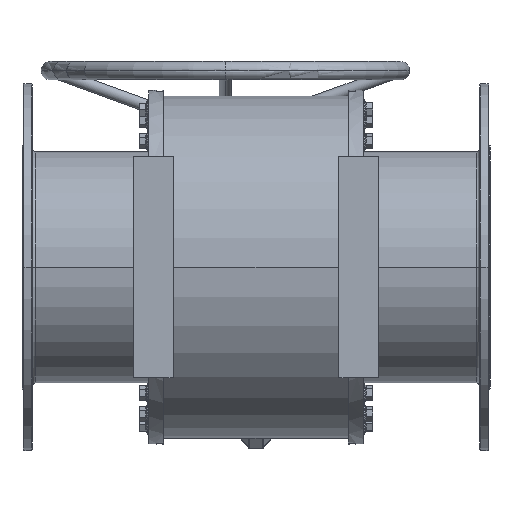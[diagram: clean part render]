
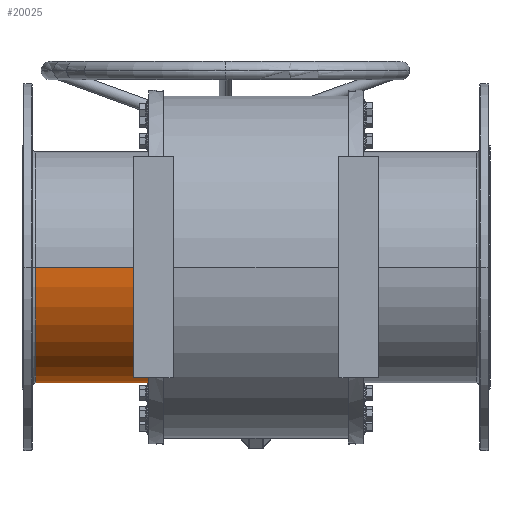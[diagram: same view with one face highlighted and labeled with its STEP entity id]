
A CAD part, front view. The second image highlights one B-rep face of the part: STEP entity #20025.
In plain terms, the highlighted cylindrical face has radius 188.5 mm (diameter 377 mm), a partial arc.
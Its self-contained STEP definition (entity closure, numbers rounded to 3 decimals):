
#2183 = DIRECTION ( 'NONE',  ( -1., 0., 0. ) ) ;
#2486 = EDGE_CURVE ( 'NONE', #17474, #6149, #13529, .T. ) ;
#2768 = DIRECTION ( 'NONE',  ( 0., -1., 0. ) ) ;
#2872 = CIRCLE ( 'NONE', #11705, 188.5 ) ;
#3419 = CARTESIAN_POINT ( 'NONE',  ( -359., 0., 0. ) ) ;
#5690 = DIRECTION ( 'NONE',  ( -1., 0., 0. ) ) ;
#6149 = VERTEX_POINT ( 'NONE', #25730 ) ;
#7632 = CARTESIAN_POINT ( 'NONE',  ( -381., 188.5, 0. ) ) ;
#7730 = DIRECTION ( 'NONE',  ( -1., 0., 0. ) ) ;
#8008 = CARTESIAN_POINT ( 'NONE',  ( -175., -188.5, 0. ) ) ;
#8593 = VECTOR ( 'NONE', #18090, 1000. ) ;
#8612 = VECTOR ( 'NONE', #5690, 1000. ) ;
#9661 = LINE ( 'NONE', #18221, #8593 ) ;
#9807 = CYLINDRICAL_SURFACE ( 'NONE', #17972, 188.5 ) ;
#9845 = VERTEX_POINT ( 'NONE', #8008 ) ;
#9923 = DIRECTION ( 'NONE',  ( 1., 0., 0. ) ) ;
#10939 = ORIENTED_EDGE ( 'NONE', *, *, #2486, .T. ) ;
#11609 = VERTEX_POINT ( 'NONE', #24400 ) ;
#11705 = AXIS2_PLACEMENT_3D ( 'NONE', #16583, #2183, #22841 ) ;
#12692 = ORIENTED_EDGE ( 'NONE', *, *, #23413, .T. ) ;
#13529 = CIRCLE ( 'NONE', #17056, 188.5 ) ;
#14215 = CARTESIAN_POINT ( 'NONE',  ( -381., 0., 0. ) ) ;
#15851 = ORIENTED_EDGE ( 'NONE', *, *, #22991, .F. ) ;
#16583 = CARTESIAN_POINT ( 'NONE',  ( -175., 0., 0. ) ) ;
#17056 = AXIS2_PLACEMENT_3D ( 'NONE', #3419, #9923, #2768 ) ;
#17474 = VERTEX_POINT ( 'NONE', #26837 ) ;
#17972 = AXIS2_PLACEMENT_3D ( 'NONE', #14215, #7730, #22834 ) ;
#18090 = DIRECTION ( 'NONE',  ( -1., 0., 0. ) ) ;
#18221 = CARTESIAN_POINT ( 'NONE',  ( -381., -188.5, 0. ) ) ;
#20025 = ADVANCED_FACE ( 'NONE', ( #27119 ), #9807, .T. ) ;
#22342 = EDGE_CURVE ( 'NONE', #9845, #17474, #9661, .T. ) ;
#22362 = ORIENTED_EDGE ( 'NONE', *, *, #22342, .T. ) ;
#22462 = EDGE_LOOP ( 'NONE', ( #15851, #12692, #22362, #10939 ) ) ;
#22834 = DIRECTION ( 'NONE',  ( 0., -1., 0. ) ) ;
#22841 = DIRECTION ( 'NONE',  ( 0., 0., 1. ) ) ;
#22991 = EDGE_CURVE ( 'NONE', #11609, #6149, #24804, .T. ) ;
#23413 = EDGE_CURVE ( 'NONE', #11609, #9845, #2872, .T. ) ;
#24400 = CARTESIAN_POINT ( 'NONE',  ( -175., 188.5, 0. ) ) ;
#24804 = LINE ( 'NONE', #7632, #8612 ) ;
#25730 = CARTESIAN_POINT ( 'NONE',  ( -359., 188.5, 0. ) ) ;
#26837 = CARTESIAN_POINT ( 'NONE',  ( -359., -188.5, 0. ) ) ;
#27119 = FACE_OUTER_BOUND ( 'NONE', #22462, .T. ) ;
